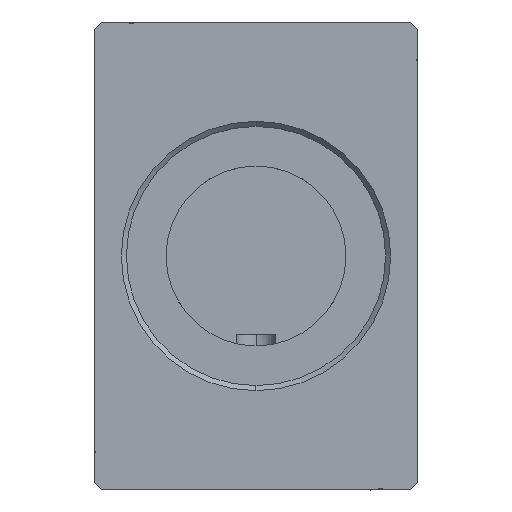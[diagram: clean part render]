
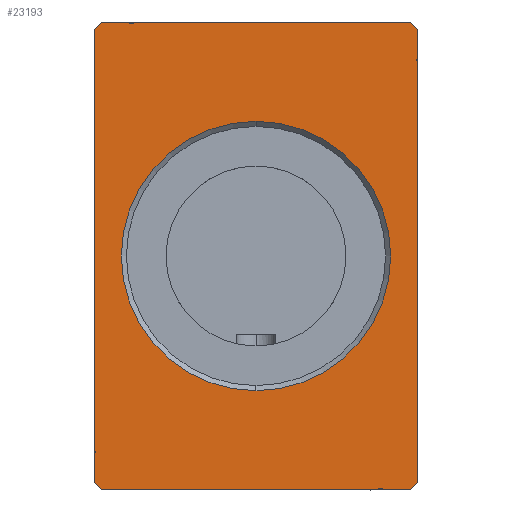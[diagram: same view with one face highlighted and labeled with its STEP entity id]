
A CAD part, left-side view. The second image highlights one B-rep face of the part: STEP entity #23193.
In plain terms, the highlighted planar face has unit normal (-1, 0, 0).
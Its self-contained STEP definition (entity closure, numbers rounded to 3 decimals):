
#203 = ORIENTED_EDGE ( 'NONE', *, *, #2766, .F. ) ;
#432 = EDGE_LOOP ( 'NONE', ( #33308, #2141 ) ) ;
#1262 = EDGE_LOOP ( 'NONE', ( #32825, #23670, #6509, #12558, #8658, #35953, #203, #30520 ) ) ;
#1852 = CARTESIAN_POINT ( 'NONE',  ( 0., 0., 0. ) ) ;
#2141 = ORIENTED_EDGE ( 'NONE', *, *, #18978, .T. ) ;
#2215 = CARTESIAN_POINT ( 'NONE',  ( 0., 0., -18.7 ) ) ;
#2221 = VECTOR ( 'NONE', #23189, 1000. ) ;
#2766 = EDGE_CURVE ( 'NONE', #36071, #19499, #35838, .T. ) ;
#3496 = DIRECTION ( 'NONE',  ( 1., 0., 0. ) ) ;
#3767 = CARTESIAN_POINT ( 'NONE',  ( 0., 22.5, -31.5 ) ) ;
#4363 = CARTESIAN_POINT ( 'NONE',  ( 0., 22.5, 31.5 ) ) ;
#4585 = CARTESIAN_POINT ( 'NONE',  ( 0., 21.5, 32.5 ) ) ;
#4702 = EDGE_CURVE ( 'NONE', #8589, #36071, #14890, .T. ) ;
#6006 = DIRECTION ( 'NONE',  ( 0., 1., 0. ) ) ;
#6509 = ORIENTED_EDGE ( 'NONE', *, *, #32991, .F. ) ;
#6981 = AXIS2_PLACEMENT_3D ( 'NONE', #27669, #3496, #37411 ) ;
#7352 = CARTESIAN_POINT ( 'NONE',  ( 0., -22.5, -31.5 ) ) ;
#7914 = VERTEX_POINT ( 'NONE', #3767 ) ;
#7971 = VERTEX_POINT ( 'NONE', #22435 ) ;
#8589 = VERTEX_POINT ( 'NONE', #33271 ) ;
#8658 = ORIENTED_EDGE ( 'NONE', *, *, #13656, .F. ) ;
#8808 = CARTESIAN_POINT ( 'NONE',  ( 0., -22.5, 31.5 ) ) ;
#9390 = VECTOR ( 'NONE', #37234, 1000. ) ;
#10036 = EDGE_CURVE ( 'NONE', #12640, #8589, #39534, .T. ) ;
#10700 = VERTEX_POINT ( 'NONE', #31442 ) ;
#10728 = VERTEX_POINT ( 'NONE', #39129 ) ;
#10945 = LINE ( 'NONE', #30223, #32181 ) ;
#11510 = VECTOR ( 'NONE', #20626, 1000. ) ;
#12041 = DIRECTION ( 'NONE',  ( 0., -1., 0. ) ) ;
#12094 = CARTESIAN_POINT ( 'NONE',  ( 0., -22.5, 31.5 ) ) ;
#12275 = CIRCLE ( 'NONE', #14842, 18.7 ) ;
#12558 = ORIENTED_EDGE ( 'NONE', *, *, #34817, .F. ) ;
#12640 = VERTEX_POINT ( 'NONE', #4363 ) ;
#13496 = VECTOR ( 'NONE', #12041, 1000. ) ;
#13656 = EDGE_CURVE ( 'NONE', #39517, #10728, #22405, .T. ) ;
#13728 = CARTESIAN_POINT ( 'NONE',  ( 0., -21.5, 32.5 ) ) ;
#14039 = DIRECTION ( 'NONE',  ( 1., 0., 0. ) ) ;
#14331 = EDGE_CURVE ( 'NONE', #19499, #39517, #39677, .T. ) ;
#14842 = AXIS2_PLACEMENT_3D ( 'NONE', #34173, #31121, #39862 ) ;
#14890 = LINE ( 'NONE', #4585, #13496 ) ;
#15755 = CARTESIAN_POINT ( 'NONE',  ( 0., -21.5, -32.5 ) ) ;
#17599 = DIRECTION ( 'NONE',  ( 0., -0.707, 0.707 ) ) ;
#18978 = EDGE_CURVE ( 'NONE', #24506, #7971, #12275, .T. ) ;
#19499 = VERTEX_POINT ( 'NONE', #12094 ) ;
#20132 = FACE_BOUND ( 'NONE', #432, .T. ) ;
#20281 = DIRECTION ( 'NONE',  ( 0., 0., 1. ) ) ;
#20626 = DIRECTION ( 'NONE',  ( 0., -0.707, -0.707 ) ) ;
#21926 = CIRCLE ( 'NONE', #6981, 18.7 ) ;
#22405 = LINE ( 'NONE', #7352, #2221 ) ;
#22435 = CARTESIAN_POINT ( 'NONE',  ( 0., 0., 18.7 ) ) ;
#22514 = CARTESIAN_POINT ( 'NONE',  ( 0., 21.5, -32.5 ) ) ;
#22897 = LINE ( 'NONE', #22514, #35398 ) ;
#23189 = DIRECTION ( 'NONE',  ( 0., 0.707, -0.707 ) ) ;
#23193 = ADVANCED_FACE ( 'NONE', ( #20132, #32912 ), #32513, .F. ) ;
#23670 = ORIENTED_EDGE ( 'NONE', *, *, #33662, .F. ) ;
#24094 = CARTESIAN_POINT ( 'NONE',  ( 0., 22.5, 31.5 ) ) ;
#24506 = VERTEX_POINT ( 'NONE', #2215 ) ;
#25290 = VECTOR ( 'NONE', #17599, 1000. ) ;
#26399 = CARTESIAN_POINT ( 'NONE',  ( 0., -22.5, -31.5 ) ) ;
#26813 = DIRECTION ( 'NONE',  ( 0., 0., -1. ) ) ;
#27669 = CARTESIAN_POINT ( 'NONE',  ( 0., 0., 0. ) ) ;
#27955 = CARTESIAN_POINT ( 'NONE',  ( 0., -21.5, 32.5 ) ) ;
#30223 = CARTESIAN_POINT ( 'NONE',  ( 0., 22.5, -31.5 ) ) ;
#30520 = ORIENTED_EDGE ( 'NONE', *, *, #4702, .F. ) ;
#31121 = DIRECTION ( 'NONE',  ( 1., 0., 0. ) ) ;
#31442 = CARTESIAN_POINT ( 'NONE',  ( 0., 21.5, -32.5 ) ) ;
#32181 = VECTOR ( 'NONE', #20281, 1000. ) ;
#32513 = PLANE ( 'NONE',  #37270 ) ;
#32825 = ORIENTED_EDGE ( 'NONE', *, *, #10036, .F. ) ;
#32912 = FACE_OUTER_BOUND ( 'NONE', #1262, .T. ) ;
#32991 = EDGE_CURVE ( 'NONE', #10700, #7914, #22897, .T. ) ;
#33271 = CARTESIAN_POINT ( 'NONE',  ( 0., 21.5, 32.5 ) ) ;
#33308 = ORIENTED_EDGE ( 'NONE', *, *, #39345, .T. ) ;
#33662 = EDGE_CURVE ( 'NONE', #7914, #12640, #10945, .T. ) ;
#34173 = CARTESIAN_POINT ( 'NONE',  ( 0., 0., 0. ) ) ;
#34817 = EDGE_CURVE ( 'NONE', #10728, #10700, #39942, .T. ) ;
#35398 = VECTOR ( 'NONE', #38149, 1000. ) ;
#35838 = LINE ( 'NONE', #13728, #11510 ) ;
#35953 = ORIENTED_EDGE ( 'NONE', *, *, #14331, .F. ) ;
#36071 = VERTEX_POINT ( 'NONE', #27955 ) ;
#37234 = DIRECTION ( 'NONE',  ( 0., 0., -1. ) ) ;
#37270 = AXIS2_PLACEMENT_3D ( 'NONE', #1852, #14039, #26813 ) ;
#37411 = DIRECTION ( 'NONE',  ( 0., 0., -1. ) ) ;
#38149 = DIRECTION ( 'NONE',  ( 0., 0.707, 0.707 ) ) ;
#39129 = CARTESIAN_POINT ( 'NONE',  ( 0., -21.5, -32.5 ) ) ;
#39344 = VECTOR ( 'NONE', #6006, 1000. ) ;
#39345 = EDGE_CURVE ( 'NONE', #7971, #24506, #21926, .T. ) ;
#39517 = VERTEX_POINT ( 'NONE', #26399 ) ;
#39534 = LINE ( 'NONE', #24094, #25290 ) ;
#39677 = LINE ( 'NONE', #8808, #9390 ) ;
#39862 = DIRECTION ( 'NONE',  ( 0., 0., -1. ) ) ;
#39942 = LINE ( 'NONE', #15755, #39344 ) ;
